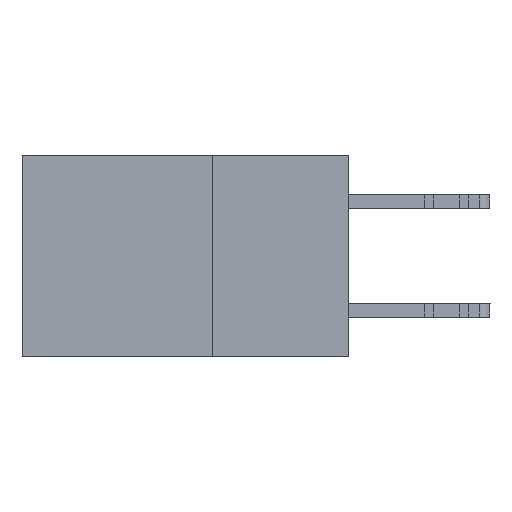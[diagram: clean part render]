
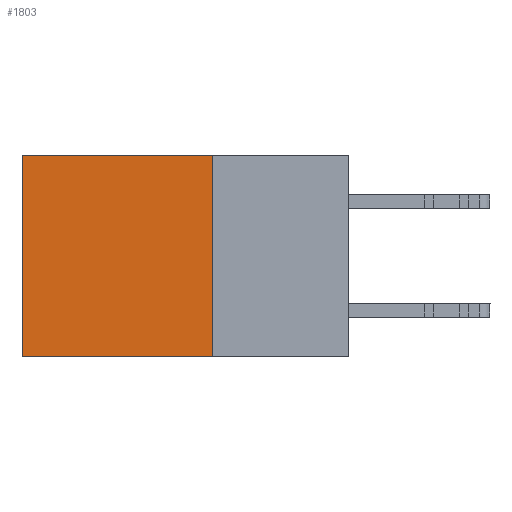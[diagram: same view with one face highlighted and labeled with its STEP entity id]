
A CAD part, left-side view. The second image highlights one B-rep face of the part: STEP entity #1803.
In plain terms, the highlighted planar face has unit normal (-1, 0, 0).
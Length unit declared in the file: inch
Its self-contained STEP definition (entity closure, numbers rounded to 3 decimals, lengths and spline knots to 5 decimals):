
#1251 = CARTESIAN_POINT ( 'NONE',  ( 0.2615, 0.25, 0. ) ) ;
#1803 = ADVANCED_FACE ( 'NONE', ( #22489 ), #6520, .F. ) ;
#2102 = EDGE_CURVE ( 'NONE', #19381, #13536, #5845, .T. ) ;
#3659 = LINE ( 'NONE', #22349, #9185 ) ;
#4149 = ORIENTED_EDGE ( 'NONE', *, *, #23170, .T. ) ;
#4547 = EDGE_CURVE ( 'NONE', #18141, #19381, #13902, .T. ) ;
#5559 = DIRECTION ( 'NONE',  ( 0., 0., -1. ) ) ;
#5743 = DIRECTION ( 'NONE',  ( 1., 0., 0. ) ) ;
#5845 = LINE ( 'NONE', #17119, #10178 ) ;
#6392 = CARTESIAN_POINT ( 'NONE',  ( 0.2615, 0.25, -0.37 ) ) ;
#6520 = PLANE ( 'NONE',  #16473 ) ;
#7304 = CARTESIAN_POINT ( 'NONE',  ( 0.2615, 0.25, -0.37 ) ) ;
#9031 = VECTOR ( 'NONE', #18457, 39.37008 ) ;
#9185 = VECTOR ( 'NONE', #11399, 39.37008 ) ;
#9355 = EDGE_CURVE ( 'NONE', #18141, #18441, #19651, .T. ) ;
#9502 = EDGE_LOOP ( 'NONE', ( #4149, #11737, #21839, #9761 ) ) ;
#9761 = ORIENTED_EDGE ( 'NONE', *, *, #9355, .T. ) ;
#10178 = VECTOR ( 'NONE', #17045, 39.37008 ) ;
#10893 = CARTESIAN_POINT ( 'NONE',  ( 0.2615, 0.25, 0. ) ) ;
#11399 = DIRECTION ( 'NONE',  ( 0., 0., -1. ) ) ;
#11737 = ORIENTED_EDGE ( 'NONE', *, *, #2102, .F. ) ;
#12368 = DIRECTION ( 'NONE',  ( 0., 1., 0. ) ) ;
#13536 = VERTEX_POINT ( 'NONE', #21496 ) ;
#13902 = LINE ( 'NONE', #17772, #9031 ) ;
#15761 = CARTESIAN_POINT ( 'NONE',  ( 0.2615, 0.6, 0. ) ) ;
#16473 = AXIS2_PLACEMENT_3D ( 'NONE', #6392, #5743, #5559 ) ;
#17045 = DIRECTION ( 'NONE',  ( 0., 1., 0. ) ) ;
#17119 = CARTESIAN_POINT ( 'NONE',  ( 0.2615, 0.25, -0.37 ) ) ;
#17772 = CARTESIAN_POINT ( 'NONE',  ( 0.2615, 0.25, -0.37 ) ) ;
#18141 = VERTEX_POINT ( 'NONE', #10893 ) ;
#18441 = VERTEX_POINT ( 'NONE', #15761 ) ;
#18457 = DIRECTION ( 'NONE',  ( 0., 0., -1. ) ) ;
#19381 = VERTEX_POINT ( 'NONE', #7304 ) ;
#19651 = LINE ( 'NONE', #1251, #22690 ) ;
#21496 = CARTESIAN_POINT ( 'NONE',  ( 0.2615, 0.6, -0.37 ) ) ;
#21839 = ORIENTED_EDGE ( 'NONE', *, *, #4547, .F. ) ;
#22349 = CARTESIAN_POINT ( 'NONE',  ( 0.2615, 0.6, -0.37 ) ) ;
#22489 = FACE_OUTER_BOUND ( 'NONE', #9502, .T. ) ;
#22690 = VECTOR ( 'NONE', #12368, 39.37008 ) ;
#23170 = EDGE_CURVE ( 'NONE', #18441, #13536, #3659, .T. ) ;
